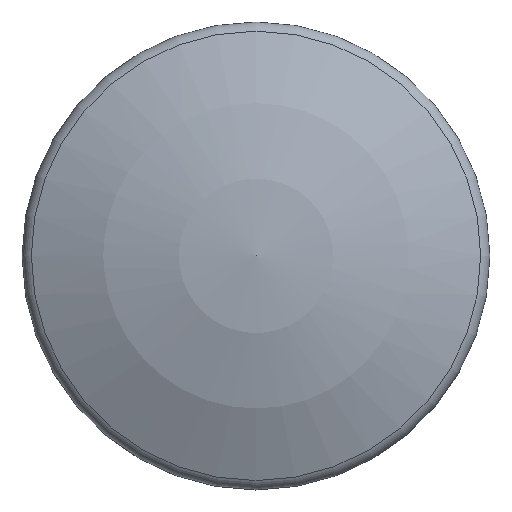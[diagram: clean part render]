
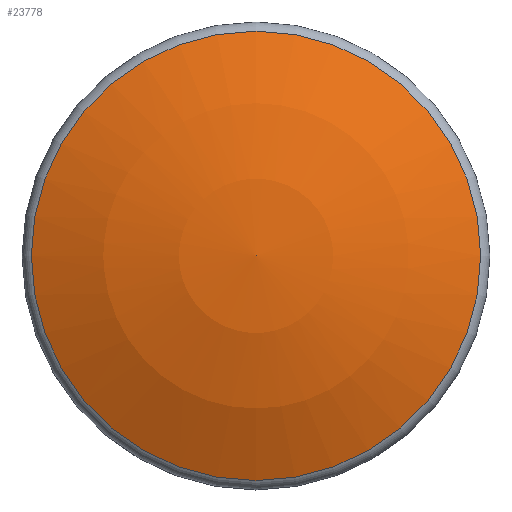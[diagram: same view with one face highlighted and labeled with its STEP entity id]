
A CAD part, top view. The second image highlights one B-rep face of the part: STEP entity #23778.
In plain terms, the highlighted spherical face has radius 11.017 mm.
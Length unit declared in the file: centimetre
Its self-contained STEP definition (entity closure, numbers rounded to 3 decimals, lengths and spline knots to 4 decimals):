
#9310=SPHERICAL_SURFACE('',#24633,1.1017);
#9333=FACE_OUTER_BOUND('',#10126,.T.);
#10126=EDGE_LOOP('',(#19757,#19758,#19759));
#10962=CIRCLE('',#24627,0.4803);
#10967=CIRCLE('',#24634,1.1017);
#11706=VERTEX_POINT('',#32462);
#11710=VERTEX_POINT('',#32474);
#15700=EDGE_CURVE('',#11706,#11706,#10962,.T.);
#15706=EDGE_CURVE('',#11710,#11706,#10967,.T.);
#19757=ORIENTED_EDGE('',*,*,#15706,.T.);
#19758=ORIENTED_EDGE('',*,*,#15700,.F.);
#19759=ORIENTED_EDGE('',*,*,#15706,.F.);
#23778=ADVANCED_FACE('',(#9333),#9310,.T.);
#24627=AXIS2_PLACEMENT_3D('',#32463,#26291,#26292);
#24633=AXIS2_PLACEMENT_3D('',#32473,#26304,#26305);
#24634=AXIS2_PLACEMENT_3D('',#32475,#26306,#26307);
#26291=DIRECTION('center_axis',(0.,0.,-1.));
#26292=DIRECTION('ref_axis',(0.,1.,0.));
#26304=DIRECTION('center_axis',(0.,0.,1.));
#26305=DIRECTION('ref_axis',(1.,0.,0.));
#26306=DIRECTION('center_axis',(0.,-1.,0.));
#26307=DIRECTION('ref_axis',(-1.,0.,0.));
#32462=CARTESIAN_POINT('',(-0.4803,0.,0.7399));
#32463=CARTESIAN_POINT('Origin',(0.,0.,0.7399));
#32473=CARTESIAN_POINT('Origin',(0.,0.,-0.2516));
#32474=CARTESIAN_POINT('',(0.,0.,0.8501));
#32475=CARTESIAN_POINT('Origin',(0.,0.,-0.2516));
